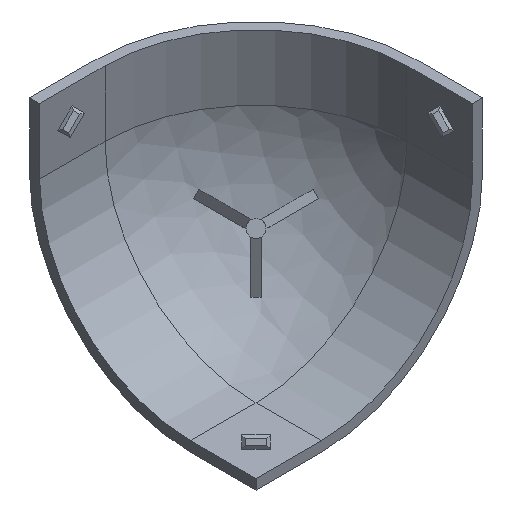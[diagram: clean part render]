
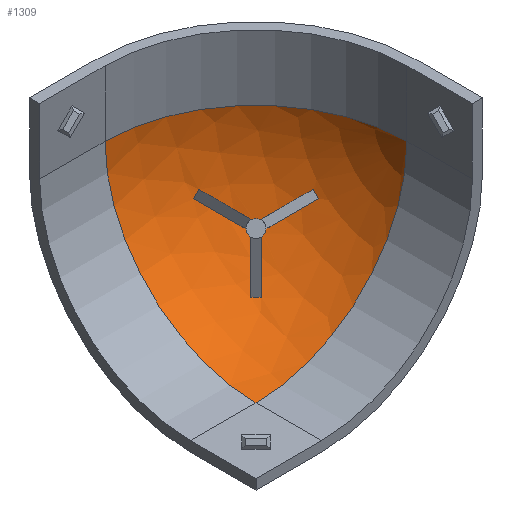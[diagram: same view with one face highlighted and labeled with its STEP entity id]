
A CAD part, isometric view. The second image highlights one B-rep face of the part: STEP entity #1309.
In plain terms, the highlighted spherical face has radius 30 mm.
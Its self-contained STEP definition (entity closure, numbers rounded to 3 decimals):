
#358 = CARTESIAN_POINT ( 'NONE',  ( 13.53, 12.47, -13. ) ) ;
#359 = CIRCLE ( 'NONE', #360, 29.991 ) ;
#360 = AXIS2_PLACEMENT_3D ( 'NONE', #358, #370, #369 ) ;
#369 = DIRECTION ( 'NONE',  ( -0.707, -0.707, 0. ) ) ;
#370 = DIRECTION ( 'NONE',  ( 0.707, -0.707, 0. ) ) ;
#372 = CIRCLE ( 'NONE', #397, 1.4 ) ;
#383 = DIRECTION ( 'NONE',  ( 0.707, 0., 0.707 ) ) ;
#384 = DIRECTION ( 'NONE',  ( 0.577, 0.577, -0.577 ) ) ;
#396 = CARTESIAN_POINT ( 'NONE',  ( 30.302, 30.302, -30.302 ) ) ;
#397 = AXIS2_PLACEMENT_3D ( 'NONE', #396, #384, #383 ) ;
#405 = CARTESIAN_POINT ( 'NONE',  ( 13., 43., -13. ) ) ;
#563 = CARTESIAN_POINT ( 'NONE',  ( 30.349, 29.289, -31.267 ) ) ;
#564 = CIRCLE ( 'NONE', #568, 29.962 ) ;
#565 = DIRECTION ( 'NONE',  ( -0.751, 0., 0.661 ) ) ;
#566 = DIRECTION ( 'NONE',  ( 0.551, 0.551, 0.626 ) ) ;
#567 = CARTESIAN_POINT ( 'NONE',  ( 12.164, 12.164, -13.95 ) ) ;
#568 = AXIS2_PLACEMENT_3D ( 'NONE', #567, #566, #565 ) ;
#799 = CARTESIAN_POINT ( 'NONE',  ( 12.164, 13.95, -12.164 ) ) ;
#800 = CIRCLE ( 'NONE', #822, 29.991 ) ;
#802 = CIRCLE ( 'NONE', #811, 1.4 ) ;
#804 = CARTESIAN_POINT ( 'NONE',  ( 13., 12.47, -13.53 ) ) ;
#807 = CARTESIAN_POINT ( 'NONE',  ( 25.96, 37.299, -24.9 ) ) ;
#808 = DIRECTION ( 'NONE',  ( 0.707, 0., 0.707 ) ) ;
#809 = DIRECTION ( 'NONE',  ( 0.577, 0.577, -0.577 ) ) ;
#811 = AXIS2_PLACEMENT_3D ( 'NONE', #815, #809, #808 ) ;
#812 = DIRECTION ( 'NONE',  ( 1., 0., 0. ) ) ;
#813 = DIRECTION ( 'NONE',  ( 0., 0., -1. ) ) ;
#814 = CARTESIAN_POINT ( 'NONE',  ( 13., 13., -13. ) ) ;
#815 = CARTESIAN_POINT ( 'NONE',  ( 30.302, 30.302, -30.302 ) ) ;
#818 = DIRECTION ( 'NONE',  ( 0.707, 0., -0.707 ) ) ;
#819 = DIRECTION ( 'NONE',  ( -0.707, 0., -0.707 ) ) ;
#820 = CARTESIAN_POINT ( 'NONE',  ( 13.53, 13., -12.47 ) ) ;
#821 = AXIS2_PLACEMENT_3D ( 'NONE', #814, #813, #812 ) ;
#822 = AXIS2_PLACEMENT_3D ( 'NONE', #820, #819, #818 ) ;
#823 = DIRECTION ( 'NONE',  ( 0., -0.661, 0.751 ) ) ;
#824 = DIRECTION ( 'NONE',  ( 0.551, -0.626, -0.551 ) ) ;
#825 = CARTESIAN_POINT ( 'NONE',  ( 37.299, 25.96, -24.9 ) ) ;
#827 = CIRCLE ( 'NONE', #821, 30. ) ;
#828 = DIRECTION ( 'NONE',  ( 0., 0.707, -0.707 ) ) ;
#829 = DIRECTION ( 'NONE',  ( 0., 0.707, 0.707 ) ) ;
#830 = AXIS2_PLACEMENT_3D ( 'NONE', #804, #829, #828 ) ;
#831 = AXIS2_PLACEMENT_3D ( 'NONE', #799, #824, #823 ) ;
#832 = CIRCLE ( 'NONE', #831, 29.962 ) ;
#844 = CIRCLE ( 'NONE', #830, 29.991 ) ;
#1006 = CARTESIAN_POINT ( 'NONE',  ( 24.9, 37.299, -25.96 ) ) ;
#1024 = CIRCLE ( 'NONE', #1048, 29.991 ) ;
#1030 = CARTESIAN_POINT ( 'NONE',  ( 25.96, 24.9, -37.299 ) ) ;
#1033 = DIRECTION ( 'NONE',  ( 0.707, 0., -0.707 ) ) ;
#1035 = CIRCLE ( 'NONE', #1043, 29.991 ) ;
#1043 = AXIS2_PLACEMENT_3D ( 'NONE', #1053, #1052, #1033 ) ;
#1048 = AXIS2_PLACEMENT_3D ( 'NONE', #1070, #1068, #1067 ) ;
#1052 = DIRECTION ( 'NONE',  ( -0.707, 0., -0.707 ) ) ;
#1053 = CARTESIAN_POINT ( 'NONE',  ( 12.47, 13., -13.53 ) ) ;
#1057 = DIRECTION ( 'NONE',  ( 0., -1., 0. ) ) ;
#1058 = CARTESIAN_POINT ( 'NONE',  ( 13., 13., -13. ) ) ;
#1066 = AXIS2_PLACEMENT_3D ( 'NONE', #1058, #1057, #1078 ) ;
#1067 = DIRECTION ( 'NONE',  ( 0., 0.707, -0.707 ) ) ;
#1068 = DIRECTION ( 'NONE',  ( 0., 0.707, 0.707 ) ) ;
#1069 = FACE_BOUND ( 'NONE', #1300, .T. ) ;
#1070 = CARTESIAN_POINT ( 'NONE',  ( 13., 13.53, -12.47 ) ) ;
#1073 = FACE_OUTER_BOUND ( 'NONE', #1350, .T. ) ;
#1076 = CIRCLE ( 'NONE', #1066, 30. ) ;
#1077 = CARTESIAN_POINT ( 'NONE',  ( 24.9, 25.96, -37.299 ) ) ;
#1078 = DIRECTION ( 'NONE',  ( 1., 0., 0. ) ) ;
#1086 = CARTESIAN_POINT ( 'NONE',  ( 31.267, 29.289, -30.349 ) ) ;
#1090 = CARTESIAN_POINT ( 'NONE',  ( 29.289, 30.349, -31.267 ) ) ;
#1101 = DIRECTION ( 'NONE',  ( 0.661, 0., -0.751 ) ) ;
#1102 = DIRECTION ( 'NONE',  ( -0.626, 0.551, -0.551 ) ) ;
#1105 = AXIS2_PLACEMENT_3D ( 'NONE', #1107, #1131, #1129 ) ;
#1107 = CARTESIAN_POINT ( 'NONE',  ( 30.302, 30.302, -30.302 ) ) ;
#1109 = CARTESIAN_POINT ( 'NONE',  ( 13.95, 12.164, -12.164 ) ) ;
#1110 = DIRECTION ( 'NONE',  ( 1., 0., 0. ) ) ;
#1111 = CIRCLE ( 'NONE', #1119, 30. ) ;
#1112 = CARTESIAN_POINT ( 'NONE',  ( 13., 13., -43. ) ) ;
#1113 = CARTESIAN_POINT ( 'NONE',  ( 13., 13., -13. ) ) ;
#1114 = CARTESIAN_POINT ( 'NONE',  ( 13., 13., -13. ) ) ;
#1116 = AXIS2_PLACEMENT_3D ( 'NONE', #1109, #1102, #1101 ) ;
#1117 = DIRECTION ( 'NONE',  ( 0., 0., 1. ) ) ;
#1118 = DIRECTION ( 'NONE',  ( 1., 0., 0. ) ) ;
#1119 = AXIS2_PLACEMENT_3D ( 'NONE', #1114, #1118, #1117 ) ;
#1120 = DIRECTION ( 'NONE',  ( 0., 0., -1. ) ) ;
#1121 = AXIS2_PLACEMENT_3D ( 'NONE', #1113, #1110, #1120 ) ;
#1122 = CIRCLE ( 'NONE', #1116, 29.962 ) ;
#1123 = CARTESIAN_POINT ( 'NONE',  ( 43., 13., -13. ) ) ;
#1124 = SPHERICAL_SURFACE ( 'NONE', #1121, 30. ) ;
#1127 = CARTESIAN_POINT ( 'NONE',  ( 31.267, 30.349, -29.289 ) ) ;
#1129 = DIRECTION ( 'NONE',  ( 0.707, 0., 0.707 ) ) ;
#1131 = DIRECTION ( 'NONE',  ( 0.577, 0.577, -0.577 ) ) ;
#1133 = CARTESIAN_POINT ( 'NONE',  ( 30.349, 31.267, -29.289 ) ) ;
#1134 = CARTESIAN_POINT ( 'NONE',  ( 37.299, 24.9, -25.96 ) ) ;
#1140 = DIRECTION ( 'NONE',  ( 0.707, -0.707, 0. ) ) ;
#1141 = CARTESIAN_POINT ( 'NONE',  ( 12.47, 13.53, -13. ) ) ;
#1142 = CIRCLE ( 'NONE', #1143, 29.991 ) ;
#1143 = AXIS2_PLACEMENT_3D ( 'NONE', #1141, #1140, #1145 ) ;
#1144 = CARTESIAN_POINT ( 'NONE',  ( 29.289, 31.267, -30.349 ) ) ;
#1145 = DIRECTION ( 'NONE',  ( -0.707, -0.707, 0. ) ) ;
#1154 = CIRCLE ( 'NONE', #1105, 1.4 ) ;
#1300 = EDGE_LOOP ( 'NONE', ( #1335, #1327, #1349, #1330, #1329, #1319, #1354, #1316, #1320, #1306, #1412, #1411 ) ) ;
#1301 = VERTEX_POINT ( 'NONE', #1090 ) ;
#1302 = EDGE_CURVE ( 'NONE', #1332, #1345, #1035, .T. ) ;
#1304 = EDGE_CURVE ( 'NONE', #1310, #1313, #1076, .T. ) ;
#1306 = ORIENTED_EDGE ( 'NONE', *, *, #1353, .T. ) ;
#1307 = VERTEX_POINT ( 'NONE', #1030 ) ;
#1308 = VERTEX_POINT ( 'NONE', #1077 ) ;
#1309 = ADVANCED_FACE ( 'NONE', ( #1073, #1069 ), #1124, .F. ) ;
#1310 = VERTEX_POINT ( 'NONE', #1112 ) ;
#1311 = ORIENTED_EDGE ( 'NONE', *, *, #1363, .F. ) ;
#1312 = ORIENTED_EDGE ( 'NONE', *, *, #1314, .F. ) ;
#1313 = VERTEX_POINT ( 'NONE', #1123 ) ;
#1314 = EDGE_CURVE ( 'NONE', #1310, #1441, #1111, .T. ) ;
#1315 = EDGE_CURVE ( 'NONE', #1361, #1318, #1122, .T. ) ;
#1316 = ORIENTED_EDGE ( 'NONE', *, *, #1317, .F. ) ;
#1317 = EDGE_CURVE ( 'NONE', #1361, #1322, #1024, .T. ) ;
#1318 = VERTEX_POINT ( 'NONE', #1134 ) ;
#1319 = ORIENTED_EDGE ( 'NONE', *, *, #1360, .T. ) ;
#1320 = ORIENTED_EDGE ( 'NONE', *, *, #1315, .T. ) ;
#1322 = VERTEX_POINT ( 'NONE', #1127 ) ;
#1327 = ORIENTED_EDGE ( 'NONE', *, *, #1334, .T. ) ;
#1329 = ORIENTED_EDGE ( 'NONE', *, *, #1355, .T. ) ;
#1330 = ORIENTED_EDGE ( 'NONE', *, *, #1302, .F. ) ;
#1331 = VERTEX_POINT ( 'NONE', #1086 ) ;
#1332 = VERTEX_POINT ( 'NONE', #1006 ) ;
#1334 = EDGE_CURVE ( 'NONE', #1308, #1301, #1142, .T. ) ;
#1335 = ORIENTED_EDGE ( 'NONE', *, *, #1372, .T. ) ;
#1339 = VERTEX_POINT ( 'NONE', #1133 ) ;
#1342 = EDGE_CURVE ( 'NONE', #1301, #1345, #1154, .T. ) ;
#1345 = VERTEX_POINT ( 'NONE', #1144 ) ;
#1349 = ORIENTED_EDGE ( 'NONE', *, *, #1342, .T. ) ;
#1350 = EDGE_LOOP ( 'NONE', ( #1311, #1312, #1373 ) ) ;
#1353 = EDGE_CURVE ( 'NONE', #1318, #1331, #844, .T. ) ;
#1354 = ORIENTED_EDGE ( 'NONE', *, *, #1365, .T. ) ;
#1355 = EDGE_CURVE ( 'NONE', #1332, #1368, #832, .T. ) ;
#1360 = EDGE_CURVE ( 'NONE', #1368, #1339, #800, .T. ) ;
#1361 = VERTEX_POINT ( 'NONE', #825 ) ;
#1363 = EDGE_CURVE ( 'NONE', #1441, #1313, #827, .T. ) ;
#1365 = EDGE_CURVE ( 'NONE', #1339, #1322, #802, .T. ) ;
#1368 = VERTEX_POINT ( 'NONE', #807 ) ;
#1372 = EDGE_CURVE ( 'NONE', #1307, #1308, #564, .T. ) ;
#1373 = ORIENTED_EDGE ( 'NONE', *, *, #1304, .T. ) ;
#1376 = VERTEX_POINT ( 'NONE', #563 ) ;
#1405 = EDGE_CURVE ( 'NONE', #1307, #1376, #359, .T. ) ;
#1409 = EDGE_CURVE ( 'NONE', #1331, #1376, #372, .T. ) ;
#1411 = ORIENTED_EDGE ( 'NONE', *, *, #1405, .F. ) ;
#1412 = ORIENTED_EDGE ( 'NONE', *, *, #1409, .T. ) ;
#1441 = VERTEX_POINT ( 'NONE', #405 ) ;
